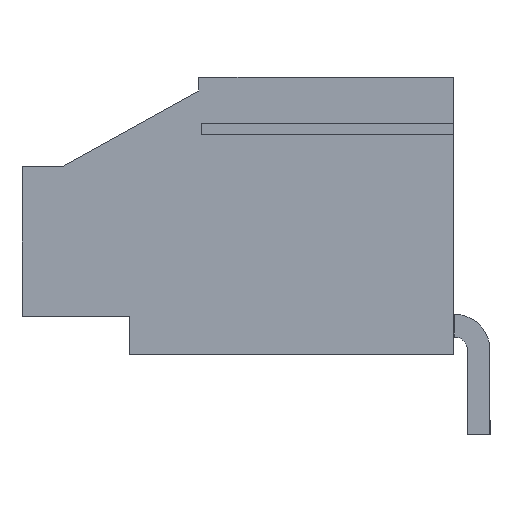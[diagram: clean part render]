
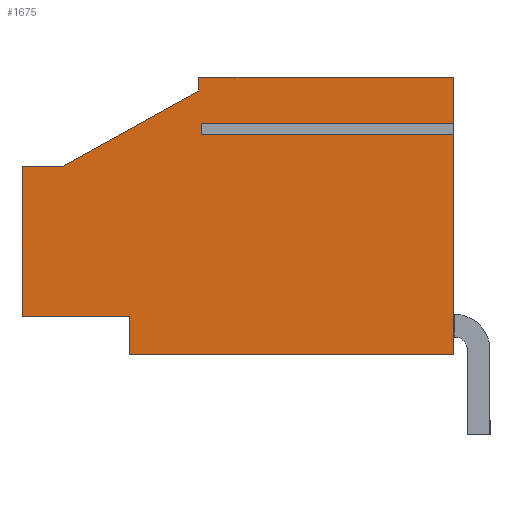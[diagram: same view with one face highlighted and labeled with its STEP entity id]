
A CAD part, left-side view. The second image highlights one B-rep face of the part: STEP entity #1675.
In plain terms, the highlighted planar face has unit normal (-1, 0, 0).
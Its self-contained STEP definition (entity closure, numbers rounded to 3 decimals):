
#1567=AXIS2_PLACEMENT_3D('Plane Axis2P3D',#1564,#1565,#1566) ;
#1564=CARTESIAN_POINT('Axis2P3D Location',(15.24,0.,0.)) ;
#1569=CARTESIAN_POINT('Line Origine',(15.24,1.45,14.604)) ;
#1573=CARTESIAN_POINT('Vertex',(15.24,1.45,13.692)) ;
#1575=CARTESIAN_POINT('Vertex',(15.24,1.45,15.517)) ;
#1578=CARTESIAN_POINT('Line Origine',(15.24,6.5,15.517)) ;
#1582=CARTESIAN_POINT('Vertex',(15.24,11.55,15.517)) ;
#1585=CARTESIAN_POINT('Line Origine',(15.24,11.55,15.239)) ;
#1589=CARTESIAN_POINT('Vertex',(15.24,11.55,14.961)) ;
#1592=CARTESIAN_POINT('Line Origine',(15.24,14.254,13.462)) ;
#1596=CARTESIAN_POINT('Vertex',(15.24,16.958,11.963)) ;
#1599=CARTESIAN_POINT('Line Origine',(15.24,17.764,11.963)) ;
#1603=CARTESIAN_POINT('Vertex',(15.24,18.57,11.963)) ;
#1606=CARTESIAN_POINT('Line Origine',(15.24,18.57,8.992)) ;
#1610=CARTESIAN_POINT('Vertex',(15.24,18.57,6.022)) ;
#1613=CARTESIAN_POINT('Line Origine',(15.24,16.435,6.022)) ;
#1617=CARTESIAN_POINT('Vertex',(15.24,14.3,6.022)) ;
#1620=CARTESIAN_POINT('Line Origine',(15.24,14.3,5.269)) ;
#1624=CARTESIAN_POINT('Vertex',(15.24,14.3,4.517)) ;
#1627=CARTESIAN_POINT('Line Origine',(15.24,7.875,4.517)) ;
#1631=CARTESIAN_POINT('Vertex',(15.24,1.45,4.517)) ;
#1634=CARTESIAN_POINT('Line Origine',(15.24,1.45,8.879)) ;
#1638=CARTESIAN_POINT('Vertex',(15.24,1.45,13.242)) ;
#1641=CARTESIAN_POINT('Line Origine',(15.24,6.45,13.242)) ;
#1645=CARTESIAN_POINT('Vertex',(15.24,11.45,13.242)) ;
#1648=CARTESIAN_POINT('Line Origine',(15.24,11.45,13.467)) ;
#1652=CARTESIAN_POINT('Vertex',(15.24,11.45,13.692)) ;
#1655=CARTESIAN_POINT('Line Origine',(15.24,6.45,13.692)) ;
#1565=DIRECTION('Axis2P3D Direction',(-1.,0.,0.)) ;
#1566=DIRECTION('Axis2P3D XDirection',(0.,0.,1.)) ;
#1570=DIRECTION('Vector Direction',(0.,0.,1.)) ;
#1579=DIRECTION('Vector Direction',(0.,1.,0.)) ;
#1586=DIRECTION('Vector Direction',(0.,0.,-1.)) ;
#1593=DIRECTION('Vector Direction',(0.,-0.875,0.485)) ;
#1600=DIRECTION('Vector Direction',(0.,-1.,0.)) ;
#1607=DIRECTION('Vector Direction',(0.,0.,1.)) ;
#1614=DIRECTION('Vector Direction',(0.,-1.,0.)) ;
#1621=DIRECTION('Vector Direction',(0.,0.,1.)) ;
#1628=DIRECTION('Vector Direction',(0.,1.,0.)) ;
#1635=DIRECTION('Vector Direction',(0.,0.,1.)) ;
#1642=DIRECTION('Vector Direction',(0.,1.,0.)) ;
#1649=DIRECTION('Vector Direction',(0.,0.,1.)) ;
#1656=DIRECTION('Vector Direction',(0.,-1.,0.)) ;
#1571=VECTOR('Line Direction',#1570,1.) ;
#1580=VECTOR('Line Direction',#1579,1.) ;
#1587=VECTOR('Line Direction',#1586,1.) ;
#1594=VECTOR('Line Direction',#1593,1.) ;
#1601=VECTOR('Line Direction',#1600,1.) ;
#1608=VECTOR('Line Direction',#1607,1.) ;
#1615=VECTOR('Line Direction',#1614,1.) ;
#1622=VECTOR('Line Direction',#1621,1.) ;
#1629=VECTOR('Line Direction',#1628,1.) ;
#1636=VECTOR('Line Direction',#1635,1.) ;
#1643=VECTOR('Line Direction',#1642,1.) ;
#1650=VECTOR('Line Direction',#1649,1.) ;
#1657=VECTOR('Line Direction',#1656,1.) ;
#1661=ORIENTED_EDGE('',*,*,#1577,.T.) ;
#1662=ORIENTED_EDGE('',*,*,#1584,.T.) ;
#1663=ORIENTED_EDGE('',*,*,#1591,.T.) ;
#1664=ORIENTED_EDGE('',*,*,#1598,.F.) ;
#1665=ORIENTED_EDGE('',*,*,#1605,.F.) ;
#1666=ORIENTED_EDGE('',*,*,#1612,.F.) ;
#1667=ORIENTED_EDGE('',*,*,#1619,.T.) ;
#1668=ORIENTED_EDGE('',*,*,#1626,.F.) ;
#1669=ORIENTED_EDGE('',*,*,#1633,.F.) ;
#1670=ORIENTED_EDGE('',*,*,#1640,.T.) ;
#1671=ORIENTED_EDGE('',*,*,#1647,.T.) ;
#1672=ORIENTED_EDGE('',*,*,#1654,.T.) ;
#1673=ORIENTED_EDGE('',*,*,#1659,.T.) ;
#1675=ADVANCED_FACE('2',(#1674),#1568,.T.) ;
#1577=EDGE_CURVE('',#1574,#1576,#1572,.T.) ;
#1584=EDGE_CURVE('',#1576,#1583,#1581,.T.) ;
#1591=EDGE_CURVE('',#1583,#1590,#1588,.T.) ;
#1598=EDGE_CURVE('',#1597,#1590,#1595,.T.) ;
#1605=EDGE_CURVE('',#1604,#1597,#1602,.T.) ;
#1612=EDGE_CURVE('',#1611,#1604,#1609,.T.) ;
#1619=EDGE_CURVE('',#1611,#1618,#1616,.T.) ;
#1626=EDGE_CURVE('',#1625,#1618,#1623,.T.) ;
#1633=EDGE_CURVE('',#1632,#1625,#1630,.T.) ;
#1640=EDGE_CURVE('',#1632,#1639,#1637,.T.) ;
#1647=EDGE_CURVE('',#1639,#1646,#1644,.T.) ;
#1654=EDGE_CURVE('',#1646,#1653,#1651,.T.) ;
#1659=EDGE_CURVE('',#1653,#1574,#1658,.T.) ;
#1660=EDGE_LOOP('',(#1661,#1662,#1663,#1664,#1665,#1666,#1667,#1668,#1669,#1670,#1671,#1672,#1673)) ;
#1674=FACE_OUTER_BOUND('',#1660,.T.) ;
#1572=LINE('Line',#1569,#1571) ;
#1581=LINE('Line',#1578,#1580) ;
#1588=LINE('Line',#1585,#1587) ;
#1595=LINE('Line',#1592,#1594) ;
#1602=LINE('Line',#1599,#1601) ;
#1609=LINE('Line',#1606,#1608) ;
#1616=LINE('Line',#1613,#1615) ;
#1623=LINE('Line',#1620,#1622) ;
#1630=LINE('Line',#1627,#1629) ;
#1637=LINE('Line',#1634,#1636) ;
#1644=LINE('Line',#1641,#1643) ;
#1651=LINE('Line',#1648,#1650) ;
#1658=LINE('Line',#1655,#1657) ;
#1568=PLANE('',#1567) ;
#1574=VERTEX_POINT('',#1573) ;
#1576=VERTEX_POINT('',#1575) ;
#1583=VERTEX_POINT('',#1582) ;
#1590=VERTEX_POINT('',#1589) ;
#1597=VERTEX_POINT('',#1596) ;
#1604=VERTEX_POINT('',#1603) ;
#1611=VERTEX_POINT('',#1610) ;
#1618=VERTEX_POINT('',#1617) ;
#1625=VERTEX_POINT('',#1624) ;
#1632=VERTEX_POINT('',#1631) ;
#1639=VERTEX_POINT('',#1638) ;
#1646=VERTEX_POINT('',#1645) ;
#1653=VERTEX_POINT('',#1652) ;
